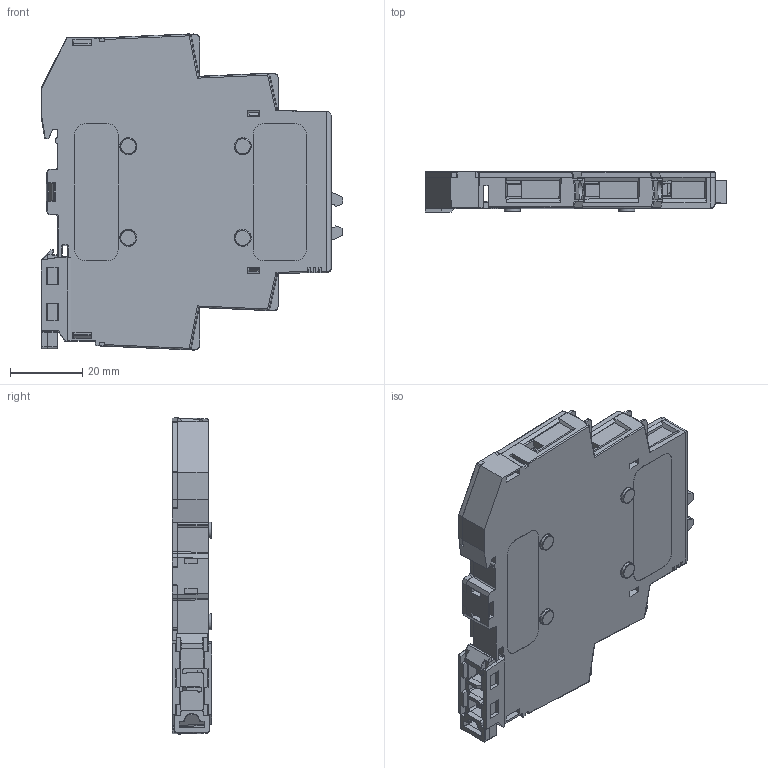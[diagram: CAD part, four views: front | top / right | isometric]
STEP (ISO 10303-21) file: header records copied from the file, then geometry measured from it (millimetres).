
FILE_DESCRIPTION (( 'STEP AP214' ), '1' );
FILE_NAME ('DR10D06.STEP', '2016-09-21T17:25:12', ( '' ), ( '' ), 'SwSTEP 2.0', 'SolidWorks 2015', '' );
FILE_SCHEMA (( 'AUTOMOTIVE_DESIGN' ));
Length unit declared in the file: inch
Products named in the file (1): DR10D06
Bounding box: 83.69 x 11.05 x 87.68 mm (x, y, z)
Surface area: 38384.3 mm2 (no closed solid volume)
Topology: 0 solids, 23 shells, 2751 faces, 7510 edges, 4821 vertices
Faces by surface type: plane 1816, cylinder 554, bspline 289, cone 78, sphere 9, torus 5
Full cylindrical faces by diameter (mm): 2.032 x2, 2.15 x5, 2.25 x5, 2.337 x2, 2.896 x10, 2.9 x5, 3.175 x2, 4.191 x2, 4.198 x1, 4.59 x1, 4.6 x5, 5.48 x1, 6.192 x2
Entity records: 130031 total; most frequent: CARTESIAN_POINT 28865, ORIENTED_EDGE 14440, DIRECTION 11834, EDGE_CURVE 7222, VECTOR 5424, LINE 5424, VERTEX_POINT 4720, AXIS2_PLACEMENT_3D 3205
